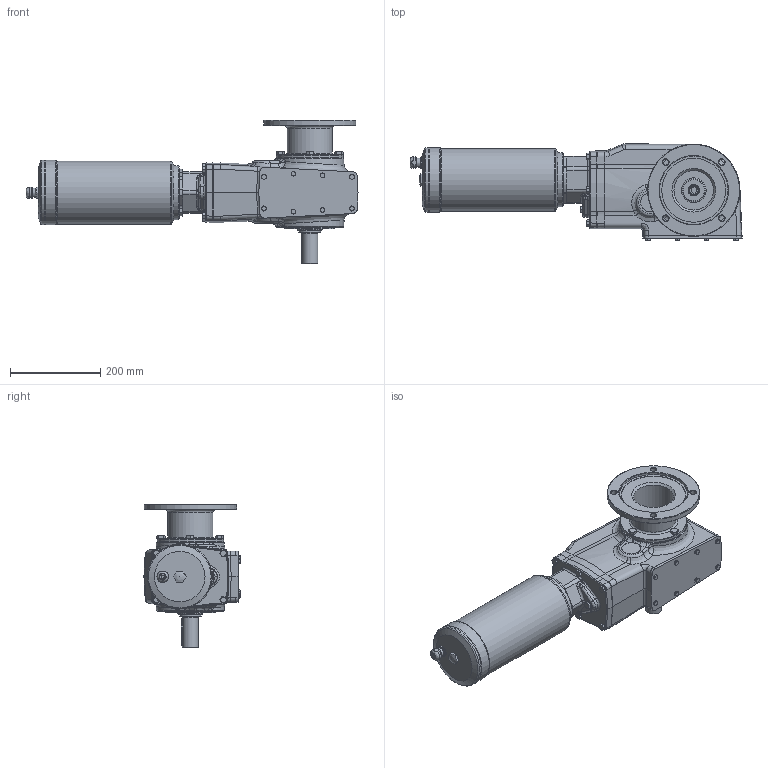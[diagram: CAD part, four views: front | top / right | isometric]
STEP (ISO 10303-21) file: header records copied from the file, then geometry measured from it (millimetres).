
FILE_DESCRIPTION( ( 'Unknown' ), '1' );
FILE_NAME( 'DDCBBCA159E23F759E4DB7CC5EF13C60.3d.stp', 'Unknown', ( 'Unknown' ), ( 'Unknown' ), 'PSStep 10.1', 'Unknown', ' ' );
FILE_SCHEMA( ( 'AUTOMOTIVE_DESIGN { 1 0 10303 214 1 1 1 1 }' ) );
Length unit declared in the file: millimetre
Products named in the file (1): X73N
Bounding box: 736.4 x 213.19 x 319 mm (x, y, z)
Volume: 13689887.9 mm3; surface area: 613371.3 mm2
Topology: 1 solids, 31 shells, 1070 faces, 2502 edges, 1553 vertices
Faces by surface type: plane 407, cylinder 268, cone 233, bspline 85, torus 72, extrusion 4, sphere 1
Full cylindrical faces by diameter (mm): 2.6 x1, 4.917 x9, 6 x14, 7 x19, 8.376 x32, 8.9 x8, 10 x10, 10.106 x1, 11 x4, 11.6 x6, 12 x6, 12.5 x1, 13 x4, 13.4 x1, 14.6 x4, 16.662 x1, 18 x2, 19 x1, 20 x1, 21 x1, 23 x1, 25 x1, 34.6 x1, 35 x2, 40 x1, 42.5 x2, 48 x1, 49.5 x1, 55 x2, 62 x1
Entity records: 49275 total; most frequent: CARTESIAN_POINT 18807, DIRECTION 4491, ORIENTED_EDGE 4084, EDGE_CURVE 2042, AXIS2_PLACEMENT_3D 1884, EDGE_LOOP 1515, VERTEX_POINT 1427, FACE_OUTER_BOUND 1292
